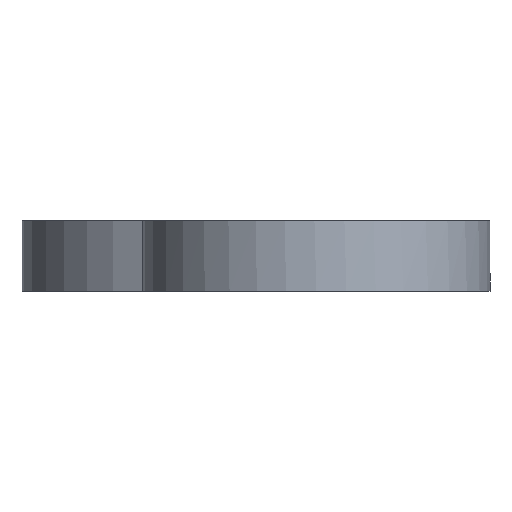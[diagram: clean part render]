
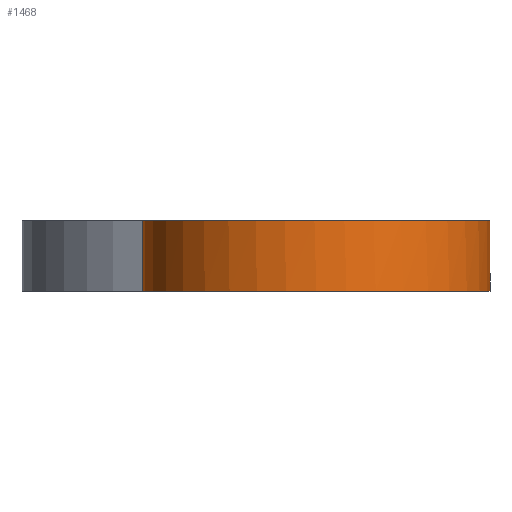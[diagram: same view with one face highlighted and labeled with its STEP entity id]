
A CAD part, left-side view. The second image highlights one B-rep face of the part: STEP entity #1468.
In plain terms, the highlighted cylindrical face has radius 9.81 mm (diameter 19.62 mm), a partial arc.
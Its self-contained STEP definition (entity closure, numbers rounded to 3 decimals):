
#84 = PLANE('',#85);
#85 = AXIS2_PLACEMENT_3D('',#86,#87,#88);
#86 = CARTESIAN_POINT('',(11.444,-1.134,4.));
#87 = DIRECTION('',(0.,0.,-1.));
#88 = DIRECTION('',(-1.,0.,0.));
#116 = PLANE('',#117);
#117 = AXIS2_PLACEMENT_3D('',#118,#119,#120);
#118 = CARTESIAN_POINT('',(-10.505,4.68,0.));
#119 = DIRECTION('',(0.,-1.,0.));
#120 = DIRECTION('',(-1.,0.,0.));
#143 = PLANE('',#144);
#144 = AXIS2_PLACEMENT_3D('',#145,#146,#147);
#145 = CARTESIAN_POINT('',(11.444,-1.134,0.));
#146 = DIRECTION('',(0.,0.,-1.));
#147 = DIRECTION('',(-1.,0.,0.));
#249 = VERTEX_POINT('',#250);
#250 = CARTESIAN_POINT('',(-25.951,4.68,0.));
#380 = VERTEX_POINT('',#381);
#381 = CARTESIAN_POINT('',(-25.951,4.68,4.));
#402 = EDGE_CURVE('',#249,#380,#403,.T.);
#403 = SURFACE_CURVE('',#404,(#408,#415),.PCURVE_S1.);
#404 = LINE('',#405,#406);
#405 = CARTESIAN_POINT('',(-25.951,4.68,0.));
#406 = VECTOR('',#407,1.);
#407 = DIRECTION('',(0.,0.,1.));
#408 = PCURVE('',#116,#409);
#409 = DEFINITIONAL_REPRESENTATION('',(#410),#414);
#410 = LINE('',#411,#412);
#411 = CARTESIAN_POINT('',(15.447,0.));
#412 = VECTOR('',#413,1.);
#413 = DIRECTION('',(0.,-1.));
#414 = ( GEOMETRIC_REPRESENTATION_CONTEXT(2) 
PARAMETRIC_REPRESENTATION_CONTEXT() REPRESENTATION_CONTEXT('2D SPACE',''
  ) );
#415 = PCURVE('',#416,#421);
#416 = CYLINDRICAL_SURFACE('',#417,9.81);
#417 = AXIS2_PLACEMENT_3D('',#418,#419,#420);
#418 = CARTESIAN_POINT('',(-25.951,-5.13,0.));
#419 = DIRECTION('',(0.,0.,-1.));
#420 = DIRECTION('',(1.,0.,0.));
#421 = DEFINITIONAL_REPRESENTATION('',(#422),#426);
#422 = LINE('',#423,#424);
#423 = CARTESIAN_POINT('',(-1.571,0.));
#424 = VECTOR('',#425,1.);
#425 = DIRECTION('',(0.,-1.));
#426 = ( GEOMETRIC_REPRESENTATION_CONTEXT(2) 
PARAMETRIC_REPRESENTATION_CONTEXT() REPRESENTATION_CONTEXT('2D SPACE',''
  ) );
#433 = EDGE_CURVE('',#249,#434,#436,.T.);
#434 = VERTEX_POINT('',#435);
#435 = CARTESIAN_POINT('',(-25.951,-14.94,0.));
#436 = SURFACE_CURVE('',#437,(#442,#453),.PCURVE_S1.);
#437 = CIRCLE('',#438,9.81);
#438 = AXIS2_PLACEMENT_3D('',#439,#440,#441);
#439 = CARTESIAN_POINT('',(-25.951,-5.13,0.));
#440 = DIRECTION('',(0.,0.,1.));
#441 = DIRECTION('',(1.,0.,0.));
#442 = PCURVE('',#143,#443);
#443 = DEFINITIONAL_REPRESENTATION('',(#444),#452);
#444 = ( BOUNDED_CURVE() B_SPLINE_CURVE(2,(#445,#446,#447,#448,#449,#450
,#451),.UNSPECIFIED.,.F.,.F.) B_SPLINE_CURVE_WITH_KNOTS((1,2,2,2,2,1),(
    -2.094,0.,2.094,4.189,6.283,
8.378),.UNSPECIFIED.) CURVE() GEOMETRIC_REPRESENTATION_ITEM() 
RATIONAL_B_SPLINE_CURVE((1.,0.5,1.,0.5,1.,0.5,1.)) REPRESENTATION_ITEM(
  '') );
#445 = CARTESIAN_POINT('',(27.585,-3.996));
#446 = CARTESIAN_POINT('',(27.585,12.995));
#447 = CARTESIAN_POINT('',(42.3,4.5));
#448 = CARTESIAN_POINT('',(57.015,-3.996));
#449 = CARTESIAN_POINT('',(42.3,-12.492));
#450 = CARTESIAN_POINT('',(27.585,-20.988));
#451 = CARTESIAN_POINT('',(27.585,-3.996));
#452 = ( GEOMETRIC_REPRESENTATION_CONTEXT(2) 
PARAMETRIC_REPRESENTATION_CONTEXT() REPRESENTATION_CONTEXT('2D SPACE',''
  ) );
#453 = PCURVE('',#416,#454);
#454 = DEFINITIONAL_REPRESENTATION('',(#455),#459);
#455 = LINE('',#456,#457);
#456 = CARTESIAN_POINT('',(0.,0.));
#457 = VECTOR('',#458,1.);
#458 = DIRECTION('',(-1.,0.));
#459 = ( GEOMETRIC_REPRESENTATION_CONTEXT(2) 
PARAMETRIC_REPRESENTATION_CONTEXT() REPRESENTATION_CONTEXT('2D SPACE',''
  ) );
#477 = PLANE('',#478);
#478 = AXIS2_PLACEMENT_3D('',#479,#480,#481);
#479 = CARTESIAN_POINT('',(-25.951,-14.94,0.));
#480 = DIRECTION('',(0.,1.,0.));
#481 = DIRECTION('',(1.,0.,0.));
#788 = VERTEX_POINT('',#789);
#789 = CARTESIAN_POINT('',(-26.169,-14.938,4.));
#803 = PLANE('',#804);
#804 = AXIS2_PLACEMENT_3D('',#805,#806,#807);
#805 = CARTESIAN_POINT('',(-26.169,-20.086,4.));
#806 = DIRECTION('',(1.,0.,0.));
#807 = DIRECTION('',(0.,1.,0.));
#815 = EDGE_CURVE('',#380,#788,#816,.T.);
#816 = SURFACE_CURVE('',#817,(#822,#833),.PCURVE_S1.);
#817 = CIRCLE('',#818,9.81);
#818 = AXIS2_PLACEMENT_3D('',#819,#820,#821);
#819 = CARTESIAN_POINT('',(-25.951,-5.13,4.));
#820 = DIRECTION('',(0.,0.,1.));
#821 = DIRECTION('',(1.,0.,0.));
#822 = PCURVE('',#84,#823);
#823 = DEFINITIONAL_REPRESENTATION('',(#824),#832);
#824 = ( BOUNDED_CURVE() B_SPLINE_CURVE(2,(#825,#826,#827,#828,#829,#830
,#831),.UNSPECIFIED.,.F.,.F.) B_SPLINE_CURVE_WITH_KNOTS((1,2,2,2,2,1),(
    -2.094,0.,2.094,4.189,6.283,
8.378),.UNSPECIFIED.) CURVE() GEOMETRIC_REPRESENTATION_ITEM() 
RATIONAL_B_SPLINE_CURVE((1.,0.5,1.,0.5,1.,0.5,1.)) REPRESENTATION_ITEM(
  '') );
#825 = CARTESIAN_POINT('',(27.585,-3.996));
#826 = CARTESIAN_POINT('',(27.585,12.995));
#827 = CARTESIAN_POINT('',(42.3,4.5));
#828 = CARTESIAN_POINT('',(57.015,-3.996));
#829 = CARTESIAN_POINT('',(42.3,-12.492));
#830 = CARTESIAN_POINT('',(27.585,-20.988));
#831 = CARTESIAN_POINT('',(27.585,-3.996));
#832 = ( GEOMETRIC_REPRESENTATION_CONTEXT(2) 
PARAMETRIC_REPRESENTATION_CONTEXT() REPRESENTATION_CONTEXT('2D SPACE',''
  ) );
#833 = PCURVE('',#416,#834);
#834 = DEFINITIONAL_REPRESENTATION('',(#835),#839);
#835 = LINE('',#836,#837);
#836 = CARTESIAN_POINT('',(0.,-4.));
#837 = VECTOR('',#838,1.);
#838 = DIRECTION('',(-1.,0.));
#839 = ( GEOMETRIC_REPRESENTATION_CONTEXT(2) 
PARAMETRIC_REPRESENTATION_CONTEXT() REPRESENTATION_CONTEXT('2D SPACE',''
  ) );
#1432 = PLANE('',#1433);
#1433 = AXIS2_PLACEMENT_3D('',#1434,#1435,#1436);
#1434 = CARTESIAN_POINT('',(-29.169,-10.897,1.));
#1435 = DIRECTION('',(0.,0.,1.));
#1436 = DIRECTION('',(1.,0.,0.));
#1468 = ADVANCED_FACE('',(#1469),#416,.T.);
#1469 = FACE_BOUND('',#1470,.F.);
#1470 = EDGE_LOOP('',(#1471,#1472,#1473,#1474,#1495,#1523));
#1471 = ORIENTED_EDGE('',*,*,#433,.F.);
#1472 = ORIENTED_EDGE('',*,*,#402,.T.);
#1473 = ORIENTED_EDGE('',*,*,#815,.T.);
#1474 = ORIENTED_EDGE('',*,*,#1475,.T.);
#1475 = EDGE_CURVE('',#788,#1476,#1478,.T.);
#1476 = VERTEX_POINT('',#1477);
#1477 = CARTESIAN_POINT('',(-26.169,-14.938,1.));
#1478 = SURFACE_CURVE('',#1479,(#1483,#1489),.PCURVE_S1.);
#1479 = LINE('',#1480,#1481);
#1480 = CARTESIAN_POINT('',(-26.169,-14.938,0.));
#1481 = VECTOR('',#1482,1.);
#1482 = DIRECTION('',(0.,0.,-1.));
#1483 = PCURVE('',#416,#1484);
#1484 = DEFINITIONAL_REPRESENTATION('',(#1485),#1488);
#1485 = B_SPLINE_CURVE_WITH_KNOTS('',1,(#1486,#1487),.UNSPECIFIED.,.F.,
  .F.,(2,2),(-4.,-0.7),.PIECEWISE_BEZIER_KNOTS.);
#1486 = CARTESIAN_POINT('',(-4.69,-4.));
#1487 = CARTESIAN_POINT('',(-4.69,-0.7));
#1488 = ( GEOMETRIC_REPRESENTATION_CONTEXT(2) 
PARAMETRIC_REPRESENTATION_CONTEXT() REPRESENTATION_CONTEXT('2D SPACE',''
  ) );
#1489 = PCURVE('',#803,#1490);
#1490 = DEFINITIONAL_REPRESENTATION('',(#1491),#1494);
#1491 = B_SPLINE_CURVE_WITH_KNOTS('',1,(#1492,#1493),.UNSPECIFIED.,.F.,
  .F.,(2,2),(-4.,-0.7),.PIECEWISE_BEZIER_KNOTS.);
#1492 = CARTESIAN_POINT('',(5.148,0.));
#1493 = CARTESIAN_POINT('',(5.148,-3.3));
#1494 = ( GEOMETRIC_REPRESENTATION_CONTEXT(2) 
PARAMETRIC_REPRESENTATION_CONTEXT() REPRESENTATION_CONTEXT('2D SPACE',''
  ) );
#1495 = ORIENTED_EDGE('',*,*,#1496,.F.);
#1496 = EDGE_CURVE('',#1497,#1476,#1499,.T.);
#1497 = VERTEX_POINT('',#1498);
#1498 = CARTESIAN_POINT('',(-25.951,-14.94,1.));
#1499 = SURFACE_CURVE('',#1500,(#1505,#1512),.PCURVE_S1.);
#1500 = CIRCLE('',#1501,9.81);
#1501 = AXIS2_PLACEMENT_3D('',#1502,#1503,#1504);
#1502 = CARTESIAN_POINT('',(-25.951,-5.13,1.));
#1503 = DIRECTION('',(0.,0.,-1.));
#1504 = DIRECTION('',(1.,0.,0.));
#1505 = PCURVE('',#416,#1506);
#1506 = DEFINITIONAL_REPRESENTATION('',(#1507),#1511);
#1507 = LINE('',#1508,#1509);
#1508 = CARTESIAN_POINT('',(-6.283,-1.));
#1509 = VECTOR('',#1510,1.);
#1510 = DIRECTION('',(1.,0.));
#1511 = ( GEOMETRIC_REPRESENTATION_CONTEXT(2) 
PARAMETRIC_REPRESENTATION_CONTEXT() REPRESENTATION_CONTEXT('2D SPACE',''
  ) );
#1512 = PCURVE('',#1432,#1513);
#1513 = DEFINITIONAL_REPRESENTATION('',(#1514),#1522);
#1514 = ( BOUNDED_CURVE() B_SPLINE_CURVE(2,(#1515,#1516,#1517,#1518,
#1519,#1520,#1521),.UNSPECIFIED.,.T.,.F.) B_SPLINE_CURVE_WITH_KNOTS((1,2
    ,2,2,2,1),(-2.094,0.,2.094,4.189,
6.283,8.378),.UNSPECIFIED.) CURVE() 
GEOMETRIC_REPRESENTATION_ITEM() RATIONAL_B_SPLINE_CURVE((1.,0.5,1.,0.5,
1.,0.5,1.)) REPRESENTATION_ITEM('') );
#1515 = CARTESIAN_POINT('',(13.028,5.767));
#1516 = CARTESIAN_POINT('',(13.028,-11.224));
#1517 = CARTESIAN_POINT('',(-1.687,-2.729));
#1518 = CARTESIAN_POINT('',(-16.402,5.767));
#1519 = CARTESIAN_POINT('',(-1.687,14.263));
#1520 = CARTESIAN_POINT('',(13.028,22.758));
#1521 = CARTESIAN_POINT('',(13.028,5.767));
#1522 = ( GEOMETRIC_REPRESENTATION_CONTEXT(2) 
PARAMETRIC_REPRESENTATION_CONTEXT() REPRESENTATION_CONTEXT('2D SPACE',''
  ) );
#1523 = ORIENTED_EDGE('',*,*,#1524,.F.);
#1524 = EDGE_CURVE('',#434,#1497,#1525,.T.);
#1525 = SURFACE_CURVE('',#1526,(#1530,#1537),.PCURVE_S1.);
#1526 = LINE('',#1527,#1528);
#1527 = CARTESIAN_POINT('',(-25.951,-14.94,0.));
#1528 = VECTOR('',#1529,1.);
#1529 = DIRECTION('',(0.,0.,1.));
#1530 = PCURVE('',#416,#1531);
#1531 = DEFINITIONAL_REPRESENTATION('',(#1532),#1536);
#1532 = LINE('',#1533,#1534);
#1533 = CARTESIAN_POINT('',(-4.712,0.));
#1534 = VECTOR('',#1535,1.);
#1535 = DIRECTION('',(0.,-1.));
#1536 = ( GEOMETRIC_REPRESENTATION_CONTEXT(2) 
PARAMETRIC_REPRESENTATION_CONTEXT() REPRESENTATION_CONTEXT('2D SPACE',''
  ) );
#1537 = PCURVE('',#477,#1538);
#1538 = DEFINITIONAL_REPRESENTATION('',(#1539),#1543);
#1539 = LINE('',#1540,#1541);
#1540 = CARTESIAN_POINT('',(0.,0.));
#1541 = VECTOR('',#1542,1.);
#1542 = DIRECTION('',(0.,-1.));
#1543 = ( GEOMETRIC_REPRESENTATION_CONTEXT(2) 
PARAMETRIC_REPRESENTATION_CONTEXT() REPRESENTATION_CONTEXT('2D SPACE',''
  ) );
